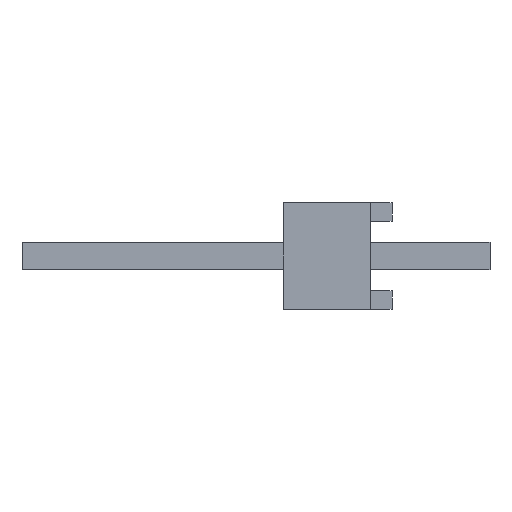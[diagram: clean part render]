
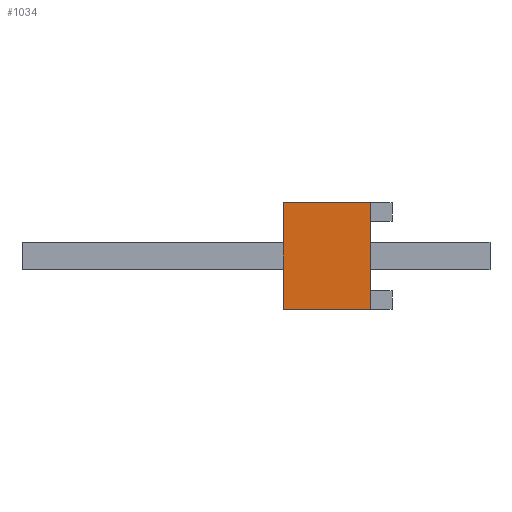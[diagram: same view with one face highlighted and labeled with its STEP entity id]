
A CAD part, left-side view. The second image highlights one B-rep face of the part: STEP entity #1034.
In plain terms, the highlighted planar face has unit normal (-1, 0, 0).
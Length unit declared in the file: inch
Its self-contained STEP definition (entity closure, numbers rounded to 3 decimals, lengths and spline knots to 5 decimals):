
#530 = DIRECTION ( 'NONE',  ( 0., -1., 0. ) ) ;
#551 = DIRECTION ( 'NONE',  ( 0., 0., -1. ) ) ;
#742 = VERTEX_POINT ( 'NONE', #6420 ) ;
#812 = DIRECTION ( 'NONE',  ( 0., 0., -1. ) ) ;
#914 = DIRECTION ( 'NONE',  ( 0., -1., 0. ) ) ;
#1006 = EDGE_CURVE ( 'NONE', #2127, #5733, #4990, .T. ) ;
#1034 = ADVANCED_FACE ( 'NONE', ( #4433 ), #1531, .F. ) ;
#1276 = DIRECTION ( 'NONE',  ( 0., 0., 1. ) ) ;
#1531 = PLANE ( 'NONE',  #6267 ) ;
#1757 = CARTESIAN_POINT ( 'NONE',  ( -0.25, 0.1, -0.049 ) ) ;
#2127 = VERTEX_POINT ( 'NONE', #1757 ) ;
#2422 = CARTESIAN_POINT ( 'NONE',  ( -0.25, 0.1, 0.049 ) ) ;
#3041 = CARTESIAN_POINT ( 'NONE',  ( -0.25, 0.1, -0.049 ) ) ;
#3083 = VERTEX_POINT ( 'NONE', #5869 ) ;
#3115 = LINE ( 'NONE', #5321, #6085 ) ;
#3282 = LINE ( 'NONE', #2422, #4485 ) ;
#3439 = ORIENTED_EDGE ( 'NONE', *, *, #4345, .F. ) ;
#3484 = EDGE_CURVE ( 'NONE', #2127, #3083, #3115, .T. ) ;
#3652 = CARTESIAN_POINT ( 'NONE',  ( -0.25, 0.02, -0.049 ) ) ;
#3693 = ORIENTED_EDGE ( 'NONE', *, *, #3821, .F. ) ;
#3821 = EDGE_CURVE ( 'NONE', #3083, #742, #3282, .T. ) ;
#4099 = DIRECTION ( 'NONE',  ( 1., 0., 0. ) ) ;
#4345 = EDGE_CURVE ( 'NONE', #742, #5733, #5597, .T. ) ;
#4433 = FACE_OUTER_BOUND ( 'NONE', #5974, .T. ) ;
#4485 = VECTOR ( 'NONE', #914, 39.37008 ) ;
#4568 = CARTESIAN_POINT ( 'NONE',  ( -0.25, 0.1, -0.049 ) ) ;
#4829 = VECTOR ( 'NONE', #530, 39.37008 ) ;
#4990 = LINE ( 'NONE', #3041, #4829 ) ;
#5063 = ORIENTED_EDGE ( 'NONE', *, *, #1006, .T. ) ;
#5277 = VECTOR ( 'NONE', #812, 39.37008 ) ;
#5321 = CARTESIAN_POINT ( 'NONE',  ( -0.25, 0.1, -0.049 ) ) ;
#5542 = ORIENTED_EDGE ( 'NONE', *, *, #3484, .F. ) ;
#5597 = LINE ( 'NONE', #6473, #5277 ) ;
#5733 = VERTEX_POINT ( 'NONE', #3652 ) ;
#5869 = CARTESIAN_POINT ( 'NONE',  ( -0.25, 0.1, 0.049 ) ) ;
#5974 = EDGE_LOOP ( 'NONE', ( #3439, #3693, #5542, #5063 ) ) ;
#6085 = VECTOR ( 'NONE', #1276, 39.37008 ) ;
#6267 = AXIS2_PLACEMENT_3D ( 'NONE', #4568, #4099, #551 ) ;
#6420 = CARTESIAN_POINT ( 'NONE',  ( -0.25, 0.02, 0.049 ) ) ;
#6473 = CARTESIAN_POINT ( 'NONE',  ( -0.25, 0.02, -0.049 ) ) ;
